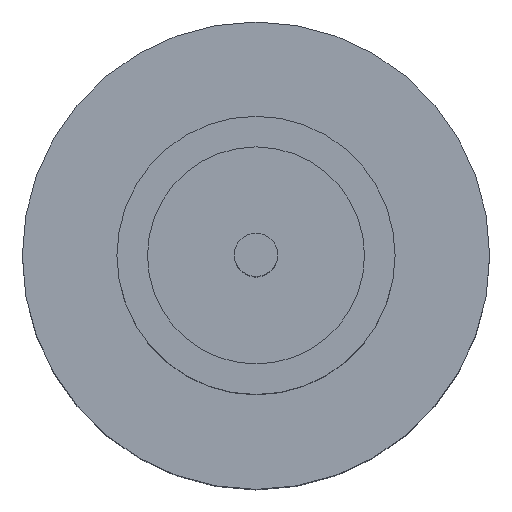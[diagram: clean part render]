
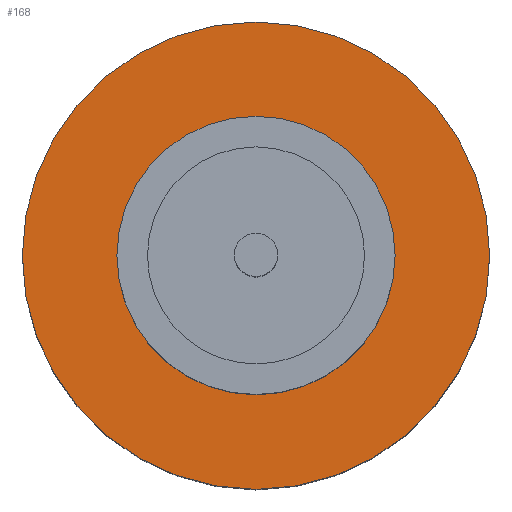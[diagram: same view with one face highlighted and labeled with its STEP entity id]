
A CAD part, top view. The second image highlights one B-rep face of the part: STEP entity #168.
In plain terms, the highlighted planar face has unit normal (0, 0, 1).
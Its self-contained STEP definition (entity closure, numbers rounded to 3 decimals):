
#39 = ORIENTED_EDGE ( 'NONE', *, *, #817, .F. ) ;
#69 = CARTESIAN_POINT ( 'NONE',  ( 0., 0., 1.55 ) ) ;
#74 = CIRCLE ( 'NONE', #520, 1.25 ) ;
#104 = CARTESIAN_POINT ( 'NONE',  ( 2.1, 0., 1.55 ) ) ;
#122 = DIRECTION ( 'NONE',  ( 1., 0., 0. ) ) ;
#123 = CARTESIAN_POINT ( 'NONE',  ( 0., 0., 1.55 ) ) ;
#125 = DIRECTION ( 'NONE',  ( 0., 0., 1. ) ) ;
#135 = AXIS2_PLACEMENT_3D ( 'NONE', #123, #125, #313 ) ;
#136 = DIRECTION ( 'NONE',  ( 0., 0., 1. ) ) ;
#137 = FACE_OUTER_BOUND ( 'NONE', #671, .T. ) ;
#168 = ADVANCED_FACE ( 'NONE', ( #363, #137 ), #493, .T. ) ;
#201 = EDGE_CURVE ( 'NONE', #440, #818, #785, .T. ) ;
#207 = AXIS2_PLACEMENT_3D ( 'NONE', #229, #415, #473 ) ;
#229 = CARTESIAN_POINT ( 'NONE',  ( 0., 0., 1.55 ) ) ;
#254 = AXIS2_PLACEMENT_3D ( 'NONE', #476, #482, #122 ) ;
#283 = CARTESIAN_POINT ( 'NONE',  ( 1.25, 0., 1.55 ) ) ;
#307 = VERTEX_POINT ( 'NONE', #593 ) ;
#309 = AXIS2_PLACEMENT_3D ( 'NONE', #644, #374, #567 ) ;
#313 = DIRECTION ( 'NONE',  ( 1., 0., 0. ) ) ;
#338 = CIRCLE ( 'NONE', #207, 2.1 ) ;
#363 = FACE_BOUND ( 'NONE', #835, .T. ) ;
#365 = ORIENTED_EDGE ( 'NONE', *, *, #448, .F. ) ;
#374 = DIRECTION ( 'NONE',  ( 0., 0., 1. ) ) ;
#383 = DIRECTION ( 'NONE',  ( 1., 0., 0. ) ) ;
#403 = EDGE_CURVE ( 'NONE', #818, #440, #338, .T. ) ;
#415 = DIRECTION ( 'NONE',  ( 0., 0., 1. ) ) ;
#440 = VERTEX_POINT ( 'NONE', #104 ) ;
#448 = EDGE_CURVE ( 'NONE', #720, #307, #645, .T. ) ;
#473 = DIRECTION ( 'NONE',  ( 1., 0., 0. ) ) ;
#476 = CARTESIAN_POINT ( 'NONE',  ( 0., 0., 1.55 ) ) ;
#482 = DIRECTION ( 'NONE',  ( 0., 0., 1. ) ) ;
#493 = PLANE ( 'NONE',  #135 ) ;
#511 = CARTESIAN_POINT ( 'NONE',  ( -2.1, 0., 1.55 ) ) ;
#520 = AXIS2_PLACEMENT_3D ( 'NONE', #69, #136, #383 ) ;
#567 = DIRECTION ( 'NONE',  ( 1., 0., 0. ) ) ;
#593 = CARTESIAN_POINT ( 'NONE',  ( -1.25, 0., 1.55 ) ) ;
#644 = CARTESIAN_POINT ( 'NONE',  ( 0., 0., 1.55 ) ) ;
#645 = CIRCLE ( 'NONE', #254, 1.25 ) ;
#671 = EDGE_LOOP ( 'NONE', ( #709, #846 ) ) ;
#709 = ORIENTED_EDGE ( 'NONE', *, *, #403, .T. ) ;
#720 = VERTEX_POINT ( 'NONE', #283 ) ;
#785 = CIRCLE ( 'NONE', #309, 2.1 ) ;
#817 = EDGE_CURVE ( 'NONE', #307, #720, #74, .T. ) ;
#818 = VERTEX_POINT ( 'NONE', #511 ) ;
#835 = EDGE_LOOP ( 'NONE', ( #365, #39 ) ) ;
#846 = ORIENTED_EDGE ( 'NONE', *, *, #201, .T. ) ;
